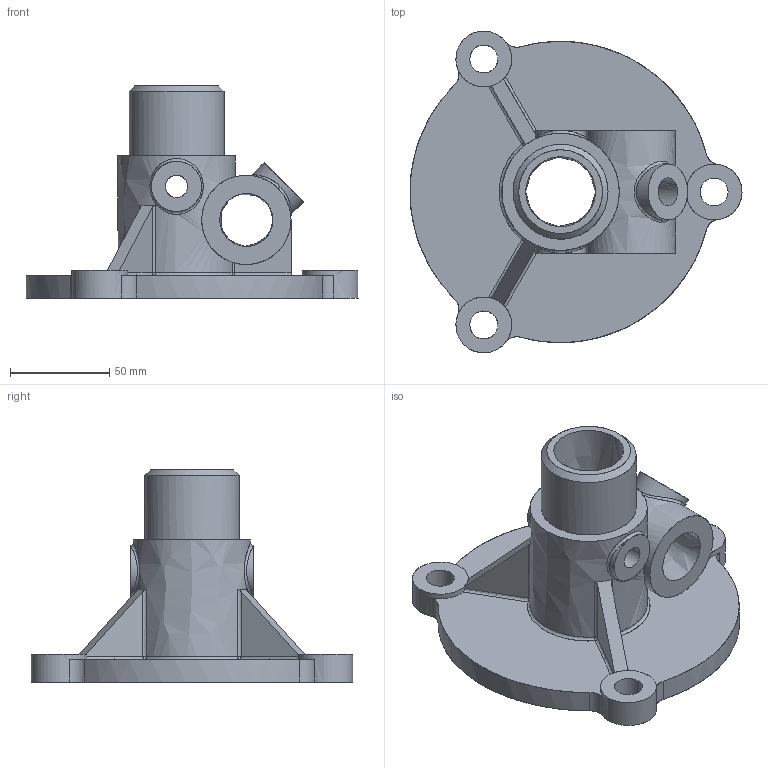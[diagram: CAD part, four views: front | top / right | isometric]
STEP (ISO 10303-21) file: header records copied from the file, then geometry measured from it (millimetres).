
FILE_DESCRIPTION(('FreeCAD Model'),'2;1');
FILE_NAME('Open CASCADE Shape Model','2025-05-03T22:18:28',('FreeCAD'),( 'FreeCAD'),'Open CASCADE STEP processor 7.6','FreeCAD','Unknown');
FILE_SCHEMA(('AUTOMOTIVE_DESIGN { 1 0 10303 214 1 1 1 1 }'));
Length unit declared in the file: millimetre
Products named in the file (1): Open CASCADE STEP translator 7.6 1
Bounding box: 167.1 x 161.91 x 106.76 mm (x, y, z)
Surface area: 88545.9 mm2 (no closed solid volume)
Topology: 0 solids, 79 shells, 79 faces, 404 edges, 356 vertices
Faces by surface type: bspline 79
Entity records: 8334 total; most frequent: CARTESIAN_POINT 6496, ORIENTED_EDGE 398, EDGE_CURVE 398, VERTEX_POINT 362, B_SPLINE_CURVE_WITH_KNOTS 198, FACE_BOUND 103, EDGE_LOOP 103, SHELL_BASED_SURFACE_MODEL 79
